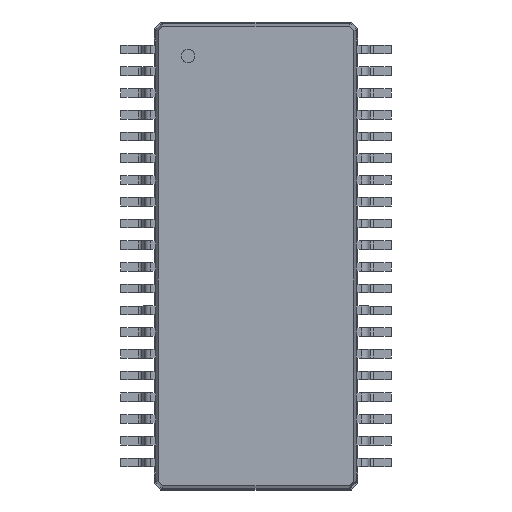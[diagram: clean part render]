
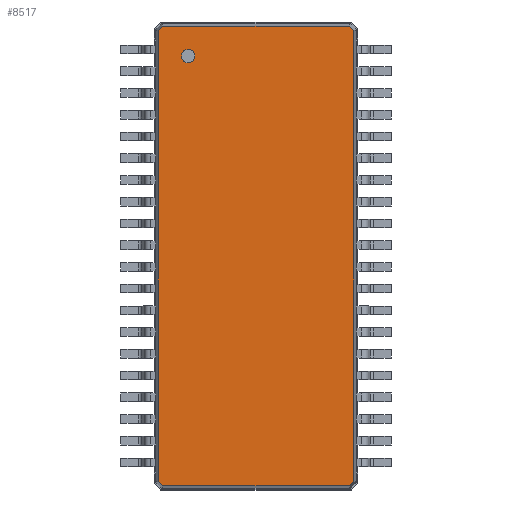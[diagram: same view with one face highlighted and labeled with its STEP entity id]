
A CAD part, top view. The second image highlights one B-rep face of the part: STEP entity #8517.
In plain terms, the highlighted planar face has unit normal (0, 0, 1).
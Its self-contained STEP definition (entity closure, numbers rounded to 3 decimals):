
#27=VECTOR('',#28,1.);
#28=DIRECTION('',(1.,0.,0.));
#51=VECTOR('',#52,1.);
#52=DIRECTION('',(0.707,-0.707,0.));
#58=VECTOR('',#59,1.);
#59=DIRECTION('',(0.,-1.,0.));
#65=VECTOR('',#66,1.);
#66=DIRECTION('',(-0.707,-0.707,0.));
#72=VECTOR('',#73,1.);
#73=DIRECTION('',(-1.,0.,0.));
#79=VECTOR('',#80,1.);
#80=DIRECTION('',(-0.707,0.707,0.));
#86=VECTOR('',#87,1.);
#87=DIRECTION('',(0.,1.,0.));
#91=VECTOR('',#92,1.);
#92=DIRECTION('',(0.707,0.707,0.));
#599=DIRECTION('',(0.,0.,-1.));
#2424=VERTEX_POINT('',#2425);
#2425=CARTESIAN_POINT('',(-2.929,6.739,1.2));
#2428=EDGE_CURVE('',#2429,#2424,#2431,.T.);
#2429=VERTEX_POINT('',#2430);
#2430=CARTESIAN_POINT('',(-2.929,-6.739,1.2));
#2431=LINE('',#2430,#86);
#2442=VERTEX_POINT('',#2443);
#2443=CARTESIAN_POINT('',(-2.789,6.879,1.2));
#2446=EDGE_CURVE('',#2424,#2442,#2447,.T.);
#2447=LINE('',#2425,#91);
#2456=VERTEX_POINT('',#2457);
#2457=CARTESIAN_POINT('',(2.789,6.879,1.2));
#2460=EDGE_CURVE('',#2442,#2456,#2461,.T.);
#2461=LINE('',#2443,#27);
#2470=VERTEX_POINT('',#2471);
#2471=CARTESIAN_POINT('',(2.929,6.739,1.2));
#2474=EDGE_CURVE('',#2456,#2470,#2475,.T.);
#2475=LINE('',#2457,#51);
#2644=VERTEX_POINT('',#2645);
#2645=CARTESIAN_POINT('',(2.929,-6.739,1.2));
#2648=EDGE_CURVE('',#2470,#2644,#2649,.T.);
#2649=LINE('',#2471,#58);
#8517=ADVANCED_FACE('',(#8518,#8538),#8548,.F.);
#8518=FACE_BOUND('',#8519,.F.);
#8519=EDGE_LOOP('',(#8520,#8521,#8522,#8523,#8528,#8533,#8536,#8537));
#8520=ORIENTED_EDGE('',*,*,#2460,.T.);
#8521=ORIENTED_EDGE('',*,*,#2474,.T.);
#8522=ORIENTED_EDGE('',*,*,#2648,.T.);
#8523=ORIENTED_EDGE('',*,*,#8524,.T.);
#8524=EDGE_CURVE('',#2644,#8525,#8527,.T.);
#8525=VERTEX_POINT('',#8526);
#8526=CARTESIAN_POINT('',(2.789,-6.879,1.2));
#8527=LINE('',#2645,#65);
#8528=ORIENTED_EDGE('',*,*,#8529,.T.);
#8529=EDGE_CURVE('',#8525,#8530,#8532,.T.);
#8530=VERTEX_POINT('',#8531);
#8531=CARTESIAN_POINT('',(-2.789,-6.879,1.2));
#8532=LINE('',#8526,#72);
#8533=ORIENTED_EDGE('',*,*,#8534,.T.);
#8534=EDGE_CURVE('',#8530,#2429,#8535,.T.);
#8535=LINE('',#8531,#79);
#8536=ORIENTED_EDGE('',*,*,#2428,.T.);
#8537=ORIENTED_EDGE('',*,*,#2446,.T.);
#8538=FACE_BOUND('',#8539,.F.);
#8539=EDGE_LOOP('',(#8540));
#8540=ORIENTED_EDGE('',*,*,#8541,.F.);
#8541=EDGE_CURVE('',#8542,#8542,#8544,.T.);
#8542=VERTEX_POINT('',#8543);
#8543=CARTESIAN_POINT('',(-2.029,5.779,1.2));
#8544=CIRCLE('',#8545,0.2);
#8545=AXIS2_PLACEMENT_3D('',#8546,#8547,#59);
#8546=CARTESIAN_POINT('',(-2.029,5.979,1.2));
#8547=DIRECTION('',(0.,-0.,-1.));
#8548=PLANE('',#8549);
#8549=AXIS2_PLACEMENT_3D('',#2443,#599,#8550);
#8550=DIRECTION('',(0.376,-0.927,0.));
